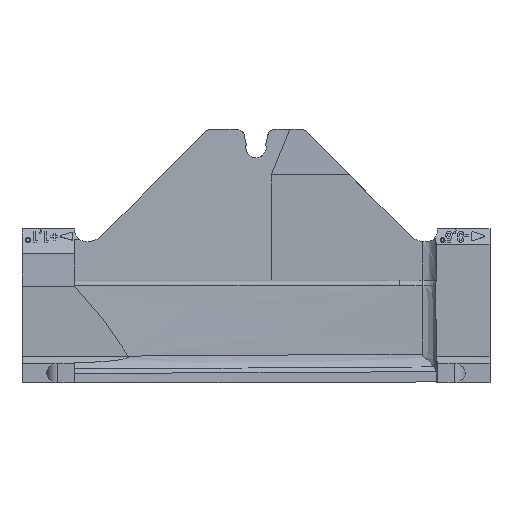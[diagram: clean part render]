
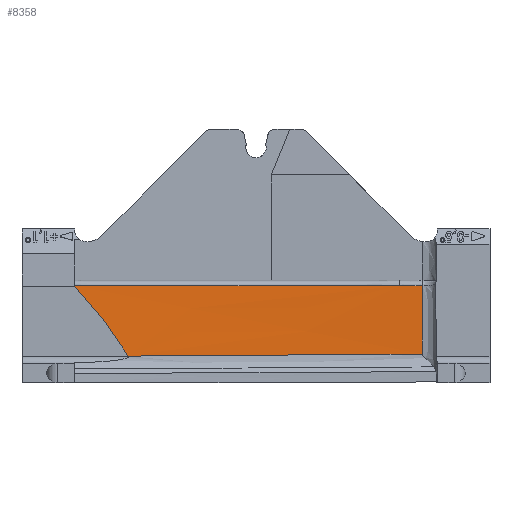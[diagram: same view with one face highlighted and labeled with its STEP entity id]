
A CAD part, top view. The second image highlights one B-rep face of the part: STEP entity #8358.
In plain terms, the highlighted free-form (B-spline) face has degree [3, 3] with [4, 4] control points.
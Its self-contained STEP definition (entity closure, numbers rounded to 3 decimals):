
#37 = CARTESIAN_POINT ( 'NONE',  ( 36.411, 4.32, -14.448 ) ) ;
#156 = CARTESIAN_POINT ( 'NONE',  ( -59.375, 66.271, -11.388 ) ) ;
#568 = CARTESIAN_POINT ( 'NONE',  ( -59.375, 21.266, -9.895 ) ) ;
#614 = CARTESIAN_POINT ( 'NONE',  ( -44.591, 1.788, -10.057 ) ) ;
#759 = VERTEX_POINT ( 'NONE', #18776 ) ;
#808 = CARTESIAN_POINT ( 'NONE',  ( 9.407, 2.126, -13.016 ) ) ;
#982 = CARTESIAN_POINT ( 'NONE',  ( -59.375, 21.065, -9.888 ) ) ;
#1400 = EDGE_CURVE ( 'NONE', #759, #14095, #9185, .T. ) ;
#1580 = VERTEX_POINT ( 'NONE', #22644 ) ;
#2164 = FACE_OUTER_BOUND ( 'NONE', #7448, .T. ) ;
#3111 = B_SPLINE_CURVE_WITH_KNOTS ( 'NONE', 3,
 ( #12178, #37, #5779, #14056, #13785, #18313, #20184 ),
 .UNSPECIFIED., .F., .F.,
 ( 4, 3, 4 ),
 ( 0.002, 0.008, 0.021 ),
 .UNSPECIFIED. ) ;
#4111 = CARTESIAN_POINT ( 'NONE',  ( -59.375, 21.065, -9.888 ) ) ;
#5779 = CARTESIAN_POINT ( 'NONE',  ( 36.415, 6.297, -14.408 ) ) ;
#6040 = CARTESIAN_POINT ( 'NONE',  ( 59.375, 0.469, -15.809 ) ) ;
#6121 = CARTESIAN_POINT ( 'NONE',  ( -44.591, 1.788, -10.057 ) ) ;
#6297 = CARTESIAN_POINT ( 'NONE',  ( 59.375, 200.359, -9.178 ) ) ;
#7448 = EDGE_LOOP ( 'NONE', ( #14222, #14700, #23495, #11087, #7886, #24967 ) ) ;
#7769 = CARTESIAN_POINT ( 'NONE',  ( -19.792, 199.881, -13.608 ) ) ;
#7886 = ORIENTED_EDGE ( 'NONE', *, *, #17922, .T. ) ;
#8259 = B_SPLINE_CURVE_WITH_KNOTS ( 'NONE', 3,
 ( #4111, #16513, #16641, #24899, #24514, #6121 ),
 .UNSPECIFIED., .F., .F.,
 ( 4, 2, 4 ),
 ( 0., 0.012, 0.024 ),
 .UNSPECIFIED. ) ;
#8300 = CARTESIAN_POINT ( 'NONE',  ( 59.375, 67.099, -13.598 ) ) ;
#8358 = ADVANCED_FACE ( 'NONE', ( #2164 ), #17146, .F. ) ;
#8417 = EDGE_CURVE ( 'NONE', #12574, #1580, #14089, .T. ) ;
#8484 = CARTESIAN_POINT ( 'NONE',  ( 30.148, 21.193, -13.827 ) ) ;
#9185 = B_SPLINE_CURVE_WITH_KNOTS ( 'NONE', 3,
 ( #14595, #18720, #16840, #568 ),
 .UNSPECIFIED., .F., .F.,
 ( 4, 4 ),
 ( 0.006, 0.096 ),
 .UNSPECIFIED. ) ;
#9630 = VERTEX_POINT ( 'NONE', #19716 ) ;
#10616 = CARTESIAN_POINT ( 'NONE',  ( 36.448, 21.215, -14.105 ) ) ;
#11087 = ORIENTED_EDGE ( 'NONE', *, *, #26282, .F. ) ;
#12178 = CARTESIAN_POINT ( 'NONE',  ( 36.407, 2.344, -14.488 ) ) ;
#12574 = VERTEX_POINT ( 'NONE', #614 ) ;
#12696 = EDGE_CURVE ( 'NONE', #1580, #9630, #3111, .T. ) ;
#13479 = VERTEX_POINT ( 'NONE', #982 ) ;
#13785 = CARTESIAN_POINT ( 'NONE',  ( 36.429, 12.587, -14.281 ) ) ;
#13870 = B_SPLINE_CURVE_WITH_KNOTS ( 'NONE', 1,
 ( #21304, #17294 ),
 .UNSPECIFIED., .F., .F.,
 ( 2, 2 ),
 ( 0.252, 0.255 ),
 .UNSPECIFIED. ) ;
#13909 = CARTESIAN_POINT ( 'NONE',  ( -19.792, -0.157, -11.396 ) ) ;
#14056 = CARTESIAN_POINT ( 'NONE',  ( 36.42, 8.273, -14.368 ) ) ;
#14089 = B_SPLINE_CURVE_WITH_KNOTS ( 'NONE', 3,
 ( #20825, #16822, #808, #18561 ),
 .UNSPECIFIED., .F., .F.,
 ( 4, 4 ),
 ( 0.015, 0.096 ),
 .UNSPECIFIED. ) ;
#14095 = VERTEX_POINT ( 'NONE', #22426 ) ;
#14180 = CARTESIAN_POINT ( 'NONE',  ( -19.792, 66.551, -12.126 ) ) ;
#14222 = ORIENTED_EDGE ( 'NONE', *, *, #12696, .T. ) ;
#14497 = CARTESIAN_POINT ( 'NONE',  ( 32.417, 21.194, -13.928 ) ) ;
#14595 = CARTESIAN_POINT ( 'NONE',  ( 30.148, 21.193, -13.827 ) ) ;
#14700 = ORIENTED_EDGE ( 'NONE', *, *, #19391, .T. ) ;
#15909 = CARTESIAN_POINT ( 'NONE',  ( -59.375, -0.359, -9.178 ) ) ;
#16513 = CARTESIAN_POINT ( 'NONE',  ( -56.559, 18.122, -9.914 ) ) ;
#16641 = CARTESIAN_POINT ( 'NONE',  ( -53.928, 15.037, -9.941 ) ) ;
#16822 = CARTESIAN_POINT ( 'NONE',  ( -17.592, 1.94, -11.538 ) ) ;
#16840 = CARTESIAN_POINT ( 'NONE',  ( -29.534, 21.241, -11.199 ) ) ;
#17146 = B_SPLINE_SURFACE_WITH_KNOTS ( 'NONE', 3, 3, ( 
 ( #15909, #13909, #22562, #6040 ),
 ( #156, #14180, #18305, #8300 ),
 ( #24561, #17897, #26181, #26310 ),
 ( #18028, #7769, #22306, #6297 ) ),
 .UNSPECIFIED., .F., .F., .F.,
 ( 4, 4 ),
 ( 4, 4 ),
 ( 0., 0.2 ),
 ( 0., 0.119 ),
 .UNSPECIFIED. ) ;
#17294 = CARTESIAN_POINT ( 'NONE',  ( -59.375, 21.266, -9.895 ) ) ;
#17897 = CARTESIAN_POINT ( 'NONE',  ( -19.792, 133.173, -12.861 ) ) ;
#17922 = EDGE_CURVE ( 'NONE', #13479, #12574, #8259, .T. ) ;
#18028 = CARTESIAN_POINT ( 'NONE',  ( -59.375, 199.531, -15.809 ) ) ;
#18305 = CARTESIAN_POINT ( 'NONE',  ( 19.792, 66.826, -12.861 ) ) ;
#18313 = CARTESIAN_POINT ( 'NONE',  ( 36.439, 16.901, -14.193 ) ) ;
#18561 = CARTESIAN_POINT ( 'NONE',  ( 36.407, 2.344, -14.488 ) ) ;
#18720 = CARTESIAN_POINT ( 'NONE',  ( 0.307, 21.217, -12.509 ) ) ;
#18750 = CARTESIAN_POINT ( 'NONE',  ( 34.517, 21.202, -14.02 ) ) ;
#18776 = CARTESIAN_POINT ( 'NONE',  ( 30.148, 21.193, -13.827 ) ) ;
#19391 = EDGE_CURVE ( 'NONE', #9630, #759, #23488, .T. ) ;
#19716 = CARTESIAN_POINT ( 'NONE',  ( 36.448, 21.215, -14.105 ) ) ;
#20184 = CARTESIAN_POINT ( 'NONE',  ( 36.448, 21.215, -14.105 ) ) ;
#20825 = CARTESIAN_POINT ( 'NONE',  ( -44.591, 1.788, -10.057 ) ) ;
#21304 = CARTESIAN_POINT ( 'NONE',  ( -59.375, 21.065, -9.888 ) ) ;
#22306 = CARTESIAN_POINT ( 'NONE',  ( 19.792, 200.157, -11.396 ) ) ;
#22358 = CARTESIAN_POINT ( 'NONE',  ( 35.483, 21.207, -14.063 ) ) ;
#22426 = CARTESIAN_POINT ( 'NONE',  ( -59.375, 21.266, -9.895 ) ) ;
#22562 = CARTESIAN_POINT ( 'NONE',  ( 19.792, 0.12, -13.608 ) ) ;
#22644 = CARTESIAN_POINT ( 'NONE',  ( 36.407, 2.344, -14.488 ) ) ;
#23488 = B_SPLINE_CURVE_WITH_KNOTS ( 'NONE', 3,
 ( #10616, #22358, #18750, #24350, #14497, #24743, #8484 ),
 .UNSPECIFIED., .F., .F.,
 ( 4, 3, 4 ),
 ( 0., 0.003, 0.006 ),
 .UNSPECIFIED. ) ;
#23495 = ORIENTED_EDGE ( 'NONE', *, *, #1400, .T. ) ;
#24350 = CARTESIAN_POINT ( 'NONE',  ( 33.551, 21.198, -13.978 ) ) ;
#24514 = CARTESIAN_POINT ( 'NONE',  ( -46.723, 5.256, -10.027 ) ) ;
#24561 = CARTESIAN_POINT ( 'NONE',  ( -59.375, 132.901, -13.598 ) ) ;
#24743 = CARTESIAN_POINT ( 'NONE',  ( 31.283, 21.192, -13.878 ) ) ;
#24899 = CARTESIAN_POINT ( 'NONE',  ( -49.01, 8.604, -9.998 ) ) ;
#24967 = ORIENTED_EDGE ( 'NONE', *, *, #8417, .T. ) ;
#26181 = CARTESIAN_POINT ( 'NONE',  ( 19.792, 133.45, -12.126 ) ) ;
#26282 = EDGE_CURVE ( 'NONE', #13479, #14095, #13870, .T. ) ;
#26310 = CARTESIAN_POINT ( 'NONE',  ( 59.375, 133.729, -11.388 ) ) ;
